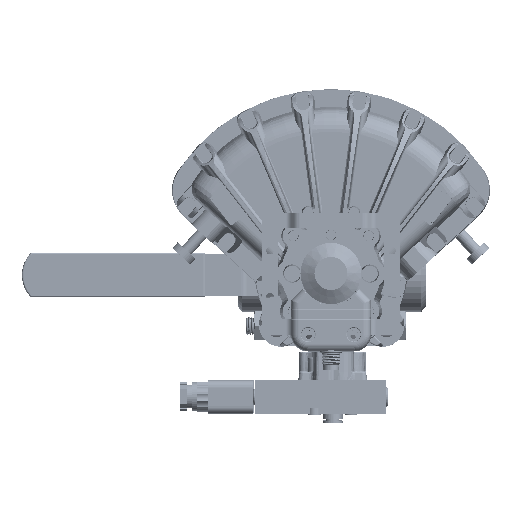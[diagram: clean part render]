
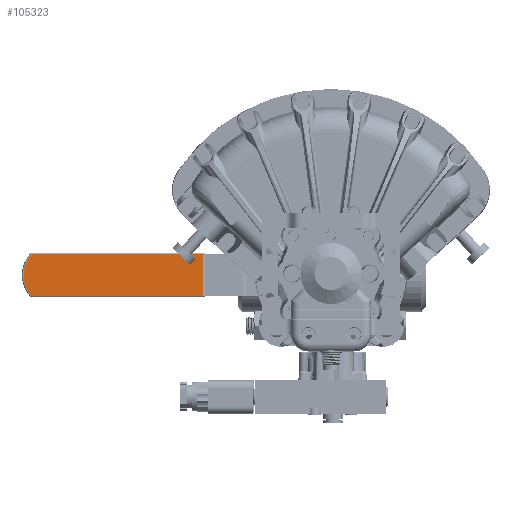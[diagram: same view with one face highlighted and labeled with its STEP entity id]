
A CAD part, top view. The second image highlights one B-rep face of the part: STEP entity #105323.
In plain terms, the highlighted planar face has unit normal (0, 0, 1).
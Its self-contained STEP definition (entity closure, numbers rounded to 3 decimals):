
#11183=LINE('',#305356,#17457);
#11184=LINE('',#305358,#17458);
#11185=LINE('',#305360,#17459);
#17457=VECTOR('',#143558,1000.);
#17458=VECTOR('',#143559,1000.);
#17459=VECTOR('',#143560,1000.);
#27418=FACE_OUTER_BOUND('',#33954,.T.);
#33954=EDGE_LOOP('',(#93823,#93824,#93825,#93826,#93827,#93828));
#38681=CIRCLE('',#116117,1.);
#38682=CIRCLE('',#116118,20.);
#38683=CIRCLE('',#116119,1.);
#48260=VERTEX_POINT('',#305354);
#48261=VERTEX_POINT('',#305355);
#48262=VERTEX_POINT('',#305357);
#48263=VERTEX_POINT('',#305359);
#48264=VERTEX_POINT('',#305361);
#48265=VERTEX_POINT('',#305363);
#63467=EDGE_CURVE('',#48260,#48261,#11183,.T.);
#63468=EDGE_CURVE('',#48261,#48262,#11184,.T.);
#63469=EDGE_CURVE('',#48262,#48263,#11185,.T.);
#63470=EDGE_CURVE('',#48263,#48264,#38681,.T.);
#63471=EDGE_CURVE('',#48264,#48265,#38682,.T.);
#63472=EDGE_CURVE('',#48265,#48260,#38683,.T.);
#93823=ORIENTED_EDGE('',*,*,#63467,.T.);
#93824=ORIENTED_EDGE('',*,*,#63468,.T.);
#93825=ORIENTED_EDGE('',*,*,#63469,.T.);
#93826=ORIENTED_EDGE('',*,*,#63470,.T.);
#93827=ORIENTED_EDGE('',*,*,#63471,.T.);
#93828=ORIENTED_EDGE('',*,*,#63472,.T.);
#96134=PLANE('',#116116);
#105323=ADVANCED_FACE('',(#27418),#96134,.T.);
#116116=AXIS2_PLACEMENT_3D('',#305353,#143556,#143557);
#116117=AXIS2_PLACEMENT_3D('',#305362,#143561,#143562);
#116118=AXIS2_PLACEMENT_3D('',#305364,#143563,#143564);
#116119=AXIS2_PLACEMENT_3D('',#305365,#143565,#143566);
#143556=DIRECTION('center_axis',(0.,0.,1.));
#143557=DIRECTION('ref_axis',(1.,0.,0.));
#143558=DIRECTION('',(1.,0.,0.));
#143559=DIRECTION('',(0.,1.,0.));
#143560=DIRECTION('',(-1.,0.,0.));
#143561=DIRECTION('center_axis',(0.,0.,1.));
#143562=DIRECTION('ref_axis',(1.,0.,0.));
#143563=DIRECTION('center_axis',(0.,0.,1.));
#143564=DIRECTION('ref_axis',(1.,0.,0.));
#143565=DIRECTION('center_axis',(0.,0.,1.));
#143566=DIRECTION('ref_axis',(1.,0.,0.));
#305353=CARTESIAN_POINT('Origin',(-68.011,-14.25,345.211));
#305354=CARTESIAN_POINT('',(-180.32,-14.25,345.211));
#305355=CARTESIAN_POINT('',(-68.011,-14.25,345.211));
#305356=CARTESIAN_POINT('',(-68.011,-14.25,345.211));
#305357=CARTESIAN_POINT('',(-68.011,12.75,345.211));
#305358=CARTESIAN_POINT('',(-68.011,-14.25,345.211));
#305359=CARTESIAN_POINT('',(-180.32,12.75,345.211));
#305360=CARTESIAN_POINT('',(-68.011,12.75,345.211));
#305361=CARTESIAN_POINT('',(-181.073,12.408,345.211));
#305362=CARTESIAN_POINT('Origin',(-180.32,11.75,345.211));
#305363=CARTESIAN_POINT('',(-181.073,-13.908,345.211));
#305364=CARTESIAN_POINT('Origin',(-166.011,-0.75,
345.211));
#305365=CARTESIAN_POINT('Origin',(-180.32,-13.25,345.211));
